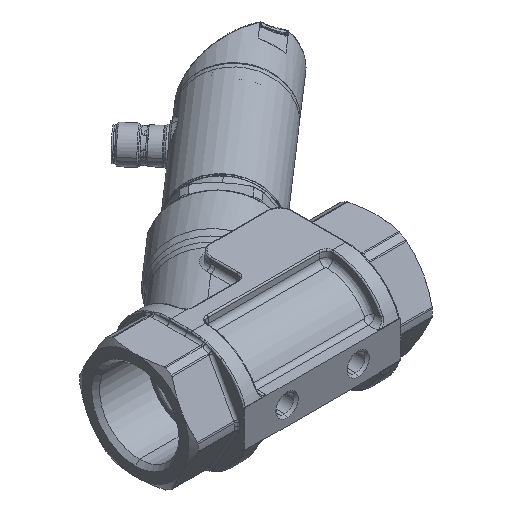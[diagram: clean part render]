
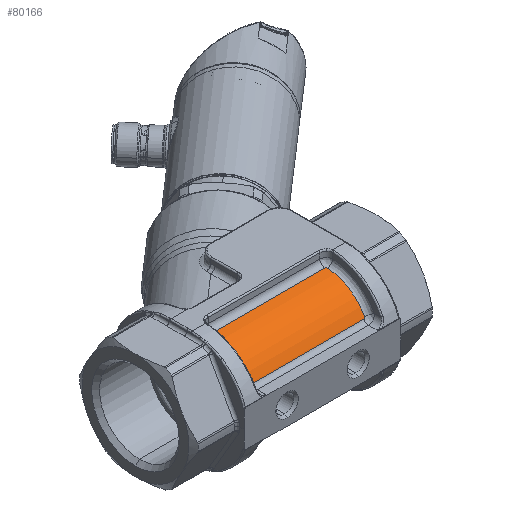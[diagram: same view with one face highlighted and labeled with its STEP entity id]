
A CAD part, isometric view. The second image highlights one B-rep face of the part: STEP entity #80166.
In plain terms, the highlighted cylindrical face has radius 17.512 mm (diameter 35.025 mm), a partial arc.
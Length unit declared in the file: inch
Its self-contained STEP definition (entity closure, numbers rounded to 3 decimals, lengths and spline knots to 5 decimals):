
#2 = CARTESIAN_POINT ( 'NONE',  ( -0.12543, -0.29904, 0.68396 ) ) ;
#510 = CARTESIAN_POINT ( 'NONE',  ( 1.56168, -0.80521, 0.31801 ) ) ;
#1917 = CARTESIAN_POINT ( 'NONE',  ( -0.10536, -0.80521, 0.31801 ) ) ;
#4251 = CARTESIAN_POINT ( 'NONE',  ( 1.56141, -0.22181, 0.68889 ) ) ;
#5013 = CARTESIAN_POINT ( 'NONE',  ( 1.57854, -0.22969, 0.68852 ) ) ;
#5051 = CARTESIAN_POINT ( 'NONE',  ( 1.57192, -0.80423, 0.31991 ) ) ;
#8514 = DIRECTION ( 'NONE',  ( -1., 0., 0. ) ) ;
#9040 = EDGE_CURVE ( 'NONE', #46290, #94896, #32396, .T. ) ;
#12264 = CARTESIAN_POINT ( 'NONE',  ( -0.10508, -0.22181, 0.68889 ) ) ;
#13499 = CARTESIAN_POINT ( 'NONE',  ( 1.57916, -0.80078, 0.32642 ) ) ;
#13533 = CYLINDRICAL_SURFACE ( 'NONE', #18158, 0.68947 ) ;
#14245 = CARTESIAN_POINT ( 'NONE',  ( 1.58223, -0.3549, 0.67274 ) ) ;
#14390 = CARTESIAN_POINT ( 'NONE',  ( -0.12475, -0.23929, 0.68794 ) ) ;
#15004 = DIRECTION ( 'NONE',  ( -1., 0., 0. ) ) ;
#15160 = CARTESIAN_POINT ( 'NONE',  ( -0.12475, -0.23929, 0.68794 ) ) ;
#18158 = AXIS2_PLACEMENT_3D ( 'NONE', #96639, #15004, #28926 ) ;
#20423 = CARTESIAN_POINT ( 'NONE',  ( 1.57087, -0.22383, 0.6888 ) ) ;
#20951 = VERTEX_POINT ( 'NONE', #69917 ) ;
#21036 = ORIENTED_EDGE ( 'NONE', *, *, #81288, .T. ) ;
#21121 = ORIENTED_EDGE ( 'NONE', *, *, #27091, .T. ) ;
#24405 = CARTESIAN_POINT ( 'NONE',  ( -0.12493, -0.79587, 0.33537 ) ) ;
#24903 = CARTESIAN_POINT ( 'NONE',  ( 1.67304, -0.80521, 0.31801 ) ) ;
#26236 = CARTESIAN_POINT ( 'NONE',  ( -0.12678, -0.61511, 0.54825 ) ) ;
#27078 = CARTESIAN_POINT ( 'NONE',  ( -0.10536, -0.80521, 0.31801 ) ) ;
#27091 = EDGE_CURVE ( 'NONE', #53075, #46638, #39815, .T. ) ;
#28926 = DIRECTION ( 'NONE',  ( 0., 0., 1. ) ) ;
#28994 = CARTESIAN_POINT ( 'NONE',  ( -0.12678, -0.56919, 0.5781 ) ) ;
#29054 = VERTEX_POINT ( 'NONE', #15160 ) ;
#29515 = CARTESIAN_POINT ( 'NONE',  ( -0.10992, -0.2222, 0.68887 ) ) ;
#30491 = CARTESIAN_POINT ( 'NONE',  ( -0.12472, -0.23687, 0.68811 ) ) ;
#30615 = CARTESIAN_POINT ( 'NONE',  ( 1.58293, -0.65281, 0.51495 ) ) ;
#31450 = EDGE_CURVE ( 'NONE', #38797, #20951, #61792, .T. ) ;
#32396 = B_SPLINE_CURVE_WITH_KNOTS ( 'NONE', 3,
 ( #49587, #26236, #79964, #58019, #41640, #49116 ),
 .UNSPECIFIED., .F., .F.,
 ( 4, 2, 4 ),
 ( 0., 0.5, 1. ),
 .UNSPECIFIED. ) ;
#33204 = ORIENTED_EDGE ( 'NONE', *, *, #37886, .T. ) ;
#34561 = B_SPLINE_CURVE_WITH_KNOTS ( 'NONE', 3,
 ( #41518, #91518, #36016, #66376, #65851, #27078 ),
 .UNSPECIFIED., .F., .F.,
 ( 4, 2, 4 ),
 ( 0., 0.5, 1. ),
 .UNSPECIFIED. ) ;
#36016 = CARTESIAN_POINT ( 'NONE',  ( -0.12281, -0.8008, 0.32639 ) ) ;
#36486 = CARTESIAN_POINT ( 'NONE',  ( -0.10758, -0.22181, 0.68889 ) ) ;
#36607 = CARTESIAN_POINT ( 'NONE',  ( 1.58107, -0.23929, 0.68794 ) ) ;
#37130 = EDGE_CURVE ( 'NONE', #94896, #82241, #34561, .T. ) ;
#37714 = EDGE_CURVE ( 'NONE', #82241, #67773, #62698, .T. ) ;
#37886 = EDGE_CURVE ( 'NONE', #29054, #46290, #68940, .T. ) ;
#38797 = VERTEX_POINT ( 'NONE', #95762 ) ;
#39815 = LINE ( 'NONE', #92121, #79985 ) ;
#41518 = CARTESIAN_POINT ( 'NONE',  ( -0.12493, -0.79587, 0.33537 ) ) ;
#41640 = CARTESIAN_POINT ( 'NONE',  ( -0.12554, -0.76813, 0.3852 ) ) ;
#42353 = ORIENTED_EDGE ( 'NONE', *, *, #65881, .T. ) ;
#44295 = CARTESIAN_POINT ( 'NONE',  ( 1.57304, -0.22504, 0.68875 ) ) ;
#44579 = CARTESIAN_POINT ( 'NONE',  ( 1.58125, -0.79587, 0.33537 ) ) ;
#44934 = CARTESIAN_POINT ( 'NONE',  ( -0.12475, -0.23929, 0.68794 ) ) ;
#45722 = CARTESIAN_POINT ( 'NONE',  ( -0.12661, -0.46866, 0.63488 ) ) ;
#46290 = VERTEX_POINT ( 'NONE', #28994 ) ;
#46480 = EDGE_LOOP ( 'NONE', ( #51571, #53852, #80543, #42353, #63719, #57391, #21121, #21036, #33204 ) ) ;
#46638 = VERTEX_POINT ( 'NONE', #12264 ) ;
#47875 = CARTESIAN_POINT ( 'NONE',  ( 1.58188, -0.76747, 0.3864 ) ) ;
#49116 = CARTESIAN_POINT ( 'NONE',  ( -0.12493, -0.79587, 0.33537 ) ) ;
#49587 = CARTESIAN_POINT ( 'NONE',  ( -0.12678, -0.56919, 0.5781 ) ) ;
#50765 = CARTESIAN_POINT ( 'NONE',  ( 1.56141, -0.22181, 0.68889 ) ) ;
#51206 = CARTESIAN_POINT ( 'NONE',  ( -0.12593, -0.3576, 0.67221 ) ) ;
#51571 = ORIENTED_EDGE ( 'NONE', *, *, #9040, .T. ) ;
#52051 = CARTESIAN_POINT ( 'NONE',  ( 1.58282, -0.67371, 0.49553 ) ) ;
#53075 = VERTEX_POINT ( 'NONE', #4251 ) ;
#53537 = CARTESIAN_POINT ( 'NONE',  ( 1.58308, -0.60901, 0.5509 ) ) ;
#53852 = ORIENTED_EDGE ( 'NONE', *, *, #37130, .T. ) ;
#54745 = B_SPLINE_CURVE_WITH_KNOTS ( 'NONE', 3,
 ( #56798, #73670, #5051, #13499, #58742, #87189 ),
 .UNSPECIFIED., .F., .F.,
 ( 4, 2, 4 ),
 ( 0., 0.5, 1. ),
 .UNSPECIFIED. ) ;
#56217 = EDGE_CURVE ( 'NONE', #20951, #53075, #68096, .T. ) ;
#56798 = CARTESIAN_POINT ( 'NONE',  ( 1.56168, -0.80521, 0.31801 ) ) ;
#57391 = ORIENTED_EDGE ( 'NONE', *, *, #56217, .T. ) ;
#58019 = CARTESIAN_POINT ( 'NONE',  ( -0.12601, -0.73446, 0.43106 ) ) ;
#58199 = CARTESIAN_POINT ( 'NONE',  ( 1.58107, -0.23929, 0.68794 ) ) ;
#58657 = CARTESIAN_POINT ( 'NONE',  ( -0.12678, -0.52116, 0.60932 ) ) ;
#58742 = CARTESIAN_POINT ( 'NONE',  ( 1.58119, -0.79841, 0.33081 ) ) ;
#59857 = CARTESIAN_POINT ( 'NONE',  ( -0.11463, -0.22386, 0.6888 ) ) ;
#60352 = CARTESIAN_POINT ( 'NONE',  ( -0.11668, -0.22501, 0.68875 ) ) ;
#60833 = CARTESIAN_POINT ( 'NONE',  ( -0.10508, -0.22181, 0.68889 ) ) ;
#61792 = B_SPLINE_CURVE_WITH_KNOTS ( 'NONE', 3,
 ( #44579, #47875, #74903, #52051, #30615, #53537, #67445, #83918, #97837, #14245, #78244, #36607 ),
 .UNSPECIFIED., .F., .F.,
 ( 4, 2, 2, 2, 2, 4 ),
 ( 0., 0.25, 0.375, 0.5, 0.75, 1. ),
 .UNSPECIFIED. ) ;
#62698 = LINE ( 'NONE', #24903, #92606 ) ;
#63719 = ORIENTED_EDGE ( 'NONE', *, *, #31450, .T. ) ;
#65851 = CARTESIAN_POINT ( 'NONE',  ( -0.11059, -0.8052, 0.31803 ) ) ;
#65881 = EDGE_CURVE ( 'NONE', #67773, #38797, #54745, .T. ) ;
#66376 = CARTESIAN_POINT ( 'NONE',  ( -0.11561, -0.80423, 0.31992 ) ) ;
#67445 = CARTESIAN_POINT ( 'NONE',  ( 1.58311, -0.58606, 0.56747 ) ) ;
#67773 = VERTEX_POINT ( 'NONE', #510 ) ;
#68096 = B_SPLINE_CURVE_WITH_KNOTS ( 'NONE', 3,
 ( #58199, #96568, #5013, #44295, #20423, #74127, #90110, #50765 ),
 .UNSPECIFIED., .F., .F.,
 ( 4, 2, 2, 4 ),
 ( 0., 0.5, 0.75, 1. ),
 .UNSPECIFIED. ) ;
#68940 = B_SPLINE_CURVE_WITH_KNOTS ( 'NONE', 3,
 ( #14390, #2, #51206, #45722, #58657, #89066 ),
 .UNSPECIFIED., .F., .F.,
 ( 4, 2, 4 ),
 ( 0., 0.5, 1. ),
 .UNSPECIFIED. ) ;
#69917 = CARTESIAN_POINT ( 'NONE',  ( 1.58107, -0.23929, 0.68794 ) ) ;
#73670 = CARTESIAN_POINT ( 'NONE',  ( 1.56693, -0.8052, 0.31803 ) ) ;
#74127 = CARTESIAN_POINT ( 'NONE',  ( 1.5663, -0.22222, 0.68887 ) ) ;
#74903 = CARTESIAN_POINT ( 'NONE',  ( 1.58235, -0.73284, 0.43327 ) ) ;
#78244 = CARTESIAN_POINT ( 'NONE',  ( 1.58173, -0.29767, 0.68406 ) ) ;
#79964 = CARTESIAN_POINT ( 'NONE',  ( -0.12663, -0.65795, 0.51259 ) ) ;
#79985 = VECTOR ( 'NONE', #8514, 39.37008 ) ;
#80166 = ADVANCED_FACE ( 'NONE', ( #97121 ), #13533, .T. ) ;
#80543 = ORIENTED_EDGE ( 'NONE', *, *, #37714, .T. ) ;
#81288 = EDGE_CURVE ( 'NONE', #46638, #29054, #82799, .T. ) ;
#82241 = VERTEX_POINT ( 'NONE', #1917 ) ;
#82799 = B_SPLINE_CURVE_WITH_KNOTS ( 'NONE', 3,
 ( #60833, #36486, #29515, #59857, #60352, #90757, #90280, #91255, #30491, #44934 ),
 .UNSPECIFIED., .F., .F.,
 ( 4, 2, 2, 2, 4 ),
 ( 0., 0.25, 0.5, 0.75, 1. ),
 .UNSPECIFIED. ) ;
#83918 = CARTESIAN_POINT ( 'NONE',  ( 1.58309, -0.51514, 0.61239 ) ) ;
#85632 = DIRECTION ( 'NONE',  ( 1., 0., 0. ) ) ;
#87189 = CARTESIAN_POINT ( 'NONE',  ( 1.58125, -0.79587, 0.33537 ) ) ;
#89066 = CARTESIAN_POINT ( 'NONE',  ( -0.12678, -0.56919, 0.5781 ) ) ;
#90110 = CARTESIAN_POINT ( 'NONE',  ( 1.56391, -0.22181, 0.68889 ) ) ;
#90280 = CARTESIAN_POINT ( 'NONE',  ( -0.12189, -0.23001, 0.6885 ) ) ;
#90757 = CARTESIAN_POINT ( 'NONE',  ( -0.12044, -0.22819, 0.6886 ) ) ;
#91255 = CARTESIAN_POINT ( 'NONE',  ( -0.12414, -0.23454, 0.68825 ) ) ;
#91518 = CARTESIAN_POINT ( 'NONE',  ( -0.12487, -0.7984, 0.33084 ) ) ;
#92121 = CARTESIAN_POINT ( 'NONE',  ( 1.67304, -0.22181, 0.68889 ) ) ;
#92606 = VECTOR ( 'NONE', #85632, 39.37008 ) ;
#94896 = VERTEX_POINT ( 'NONE', #24405 ) ;
#95762 = CARTESIAN_POINT ( 'NONE',  ( 1.58125, -0.79587, 0.33537 ) ) ;
#96568 = CARTESIAN_POINT ( 'NONE',  ( 1.58101, -0.23446, 0.68827 ) ) ;
#96639 = CARTESIAN_POINT ( 'NONE',  ( 1.67304, -0.19347, 0. ) ) ;
#97121 = FACE_OUTER_BOUND ( 'NONE', #46480, .T. ) ;
#97837 = CARTESIAN_POINT ( 'NONE',  ( 1.58291, -0.46364, 0.63691 ) ) ;
